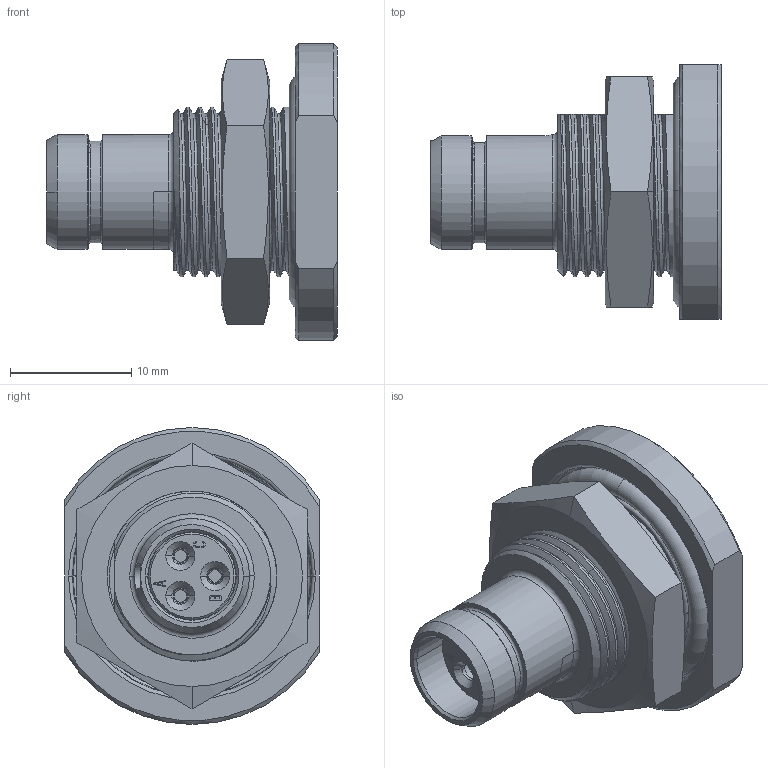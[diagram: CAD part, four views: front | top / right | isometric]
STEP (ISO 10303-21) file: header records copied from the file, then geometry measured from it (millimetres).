
FILE_DESCRIPTION((''),'2;1');
FILE_NAME('1332EV003FZ','2024-07-24T13:57:49',('paultorloting'),('NET AG system integration'),'CREO PARAMETRIC BY PTC INC, 2021404','CREO PARAMETRIC BY PTC INC, 2021404','');
FILE_SCHEMA(('AUTOMOTIVE_DESIGN { 1 0 10303 214 1 1 1 1 }'));
Length unit declared in the file: millimetre
Products named in the file (1): 1332EV003FZ
Bounding box: 24 x 21 x 24.5 mm (x, y, z)
Volume: 3574.6 mm3; surface area: 4032.7 mm2
Topology: 1 solids, 1 shells, 538 faces, 1435 edges, 932 vertices
Faces by surface type: plane 318, cylinder 104, cone 45, torus 38, bspline 33
Entity records: 24761 total; most frequent: CARTESIAN_POINT 8393, ORIENTED_EDGE 2870, DIRECTION 2600, EDGE_CURVE 1435, VERTEX_POINT 932, VECTOR 883, LINE 883, AXIS2_PLACEMENT_3D 857
